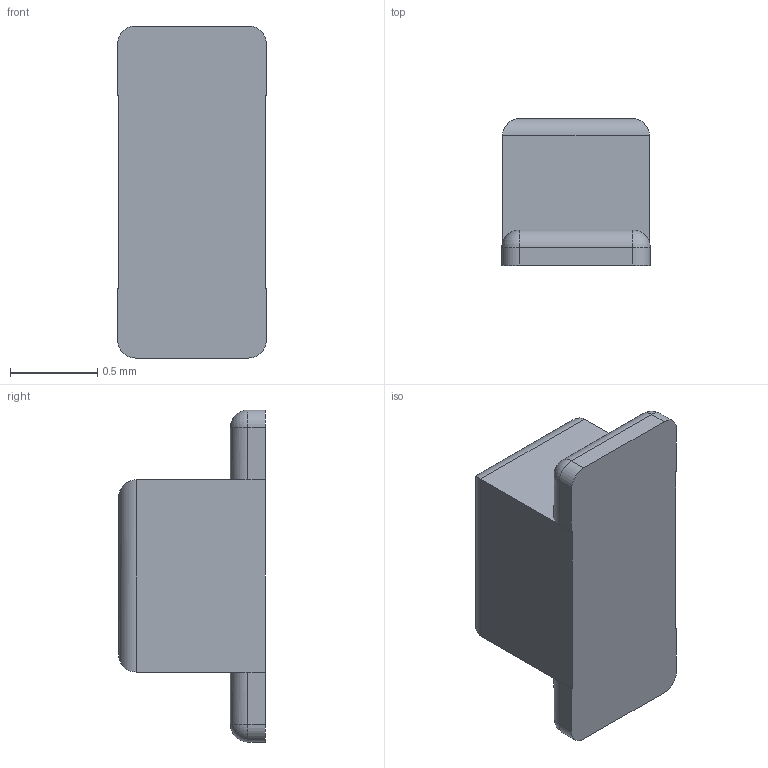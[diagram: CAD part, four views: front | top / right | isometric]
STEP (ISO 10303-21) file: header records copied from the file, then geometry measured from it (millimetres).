
FILE_DESCRIPTION(/* description */ (''),/* implementation_level */ '2;1');
FILE_NAME(/* name */ 'Small LED_ipt_6ad3c8b1.STEP',/* time_stamp */ '2024-05-28T14:29:30+01:00',/* author */ ('rlndo'),/* organization */ (''),/* preprocessor_version */ 'ST-DEVELOPER v16.13',/* originating_system */ 'Autodesk Inventor 2018',/* authorisation */ '');
FILE_SCHEMA (('AUTOMOTIVE_DESIGN { 1 0 10303 214 3 1 1 }'));
Length unit declared in the file: millimetre
Products named in the file (1): Small LED
Bounding box: 0.85 x 0.84 x 1.9 mm (x, y, z)
Volume: 0.9 mm3; surface area: 6.4 mm2
Topology: 1 solids, 1 shells, 36 faces, 86 edges, 48 vertices
Faces by surface type: plane 18, cylinder 14, sphere 4
Entity records: 1090 total; most frequent: DIRECTION 184, CARTESIAN_POINT 167, ORIENTED_EDGE 164, EDGE_CURVE 82, AXIS2_PLACEMENT_3D 65, LINE 54, VECTOR 54, VERTEX_POINT 48
